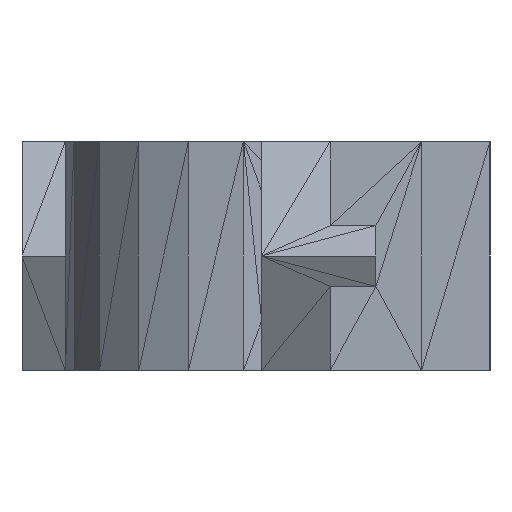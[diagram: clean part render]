
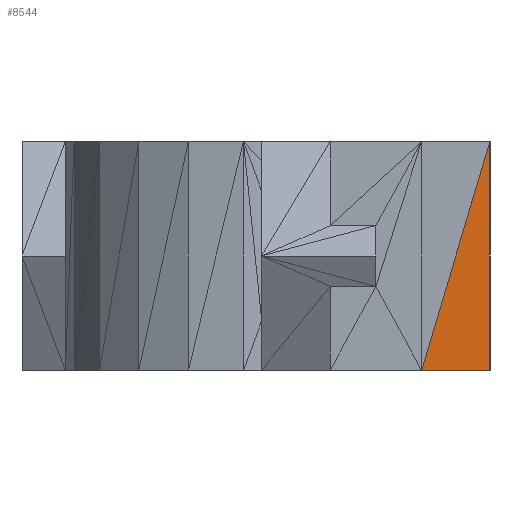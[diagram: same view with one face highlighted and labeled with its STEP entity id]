
A CAD part, left-side view. The second image highlights one B-rep face of the part: STEP entity #8544.
In plain terms, the highlighted planar face has unit normal (-1, 0, 0).
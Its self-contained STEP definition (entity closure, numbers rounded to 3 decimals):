
#3895 = VERTEX_POINT('',#3896);
#3896 = CARTESIAN_POINT('',(-50.,0.,0.));
#6513 = PLANE('',#6514);
#6514 = AXIS2_PLACEMENT_3D('',#6515,#6516,#6517);
#6515 = CARTESIAN_POINT('',(-50.,0.,0.));
#6516 = DIRECTION('',(0.,0.,1.));
#6517 = DIRECTION('',(1.,0.,0.));
#6835 = VERTEX_POINT('',#6836);
#6836 = CARTESIAN_POINT('',(-50.,-3.,0.));
#6861 = EDGE_CURVE('',#6835,#3895,#6862,.T.);
#6862 = SURFACE_CURVE('',#6863,(#6867,#6874),.PCURVE_S1.);
#6863 = LINE('',#6864,#6865);
#6864 = CARTESIAN_POINT('',(-50.,-3.,0.));
#6865 = VECTOR('',#6866,1.);
#6866 = DIRECTION('',(0.,1.,0.));
#6867 = PCURVE('',#6513,#6868);
#6868 = DEFINITIONAL_REPRESENTATION('',(#6869),#6873);
#6869 = LINE('',#6870,#6871);
#6870 = CARTESIAN_POINT('',(0.,-3.));
#6871 = VECTOR('',#6872,1.);
#6872 = DIRECTION('',(0.,1.));
#6873 = ( GEOMETRIC_REPRESENTATION_CONTEXT(2) 
PARAMETRIC_REPRESENTATION_CONTEXT() REPRESENTATION_CONTEXT('2D SPACE',''
  ) );
#6874 = PCURVE('',#6875,#6880);
#6875 = PLANE('',#6876);
#6876 = AXIS2_PLACEMENT_3D('',#6877,#6878,#6879);
#6877 = CARTESIAN_POINT('',(-50.,-3.,0.));
#6878 = DIRECTION('',(1.,0.,0.));
#6879 = DIRECTION('',(0.,0.,1.));
#6880 = DEFINITIONAL_REPRESENTATION('',(#6881),#6884);
#6881 = B_SPLINE_CURVE_WITH_KNOTS('',1,(#6882,#6883),.UNSPECIFIED.,.F.,
  .F.,(2,2),(0.,3.),.PIECEWISE_BEZIER_KNOTS.);
#6882 = CARTESIAN_POINT('',(0.,0.));
#6883 = CARTESIAN_POINT('',(0.,-3.));
#6884 = ( GEOMETRIC_REPRESENTATION_CONTEXT(2) 
PARAMETRIC_REPRESENTATION_CONTEXT() REPRESENTATION_CONTEXT('2D SPACE',''
  ) );
#6971 = VERTEX_POINT('',#6972);
#6972 = CARTESIAN_POINT('',(-50.,-3.,10.));
#7001 = PLANE('',#7002);
#7002 = AXIS2_PLACEMENT_3D('',#7003,#7004,#7005);
#7003 = CARTESIAN_POINT('',(-50.,0.,0.));
#7004 = DIRECTION('',(1.,0.,0.));
#7005 = DIRECTION('',(0.,0.,1.));
#8544 = ADVANCED_FACE('',(#8545),#6875,.F.);
#8545 = FACE_BOUND('',#8546,.T.);
#8546 = EDGE_LOOP('',(#8547,#8572,#8592));
#8547 = ORIENTED_EDGE('',*,*,#8548,.T.);
#8548 = EDGE_CURVE('',#6835,#6971,#8549,.T.);
#8549 = SURFACE_CURVE('',#8550,(#8554,#8561),.PCURVE_S1.);
#8550 = LINE('',#8551,#8552);
#8551 = CARTESIAN_POINT('',(-50.,-3.,0.));
#8552 = VECTOR('',#8553,1.);
#8553 = DIRECTION('',(0.,0.,1.));
#8554 = PCURVE('',#6875,#8555);
#8555 = DEFINITIONAL_REPRESENTATION('',(#8556),#8560);
#8556 = LINE('',#8557,#8558);
#8557 = CARTESIAN_POINT('',(0.,0.));
#8558 = VECTOR('',#8559,1.);
#8559 = DIRECTION('',(1.,0.));
#8560 = ( GEOMETRIC_REPRESENTATION_CONTEXT(2) 
PARAMETRIC_REPRESENTATION_CONTEXT() REPRESENTATION_CONTEXT('2D SPACE',''
  ) );
#8561 = PCURVE('',#8562,#8567);
#8562 = PLANE('',#8563);
#8563 = AXIS2_PLACEMENT_3D('',#8564,#8565,#8566);
#8564 = CARTESIAN_POINT('',(-50.,-3.,10.));
#8565 = DIRECTION('',(0.,1.,0.));
#8566 = DIRECTION('',(0.,0.,1.));
#8567 = DEFINITIONAL_REPRESENTATION('',(#8568),#8571);
#8568 = B_SPLINE_CURVE_WITH_KNOTS('',1,(#8569,#8570),.UNSPECIFIED.,.F.,
  .F.,(2,2),(0.,10.),.PIECEWISE_BEZIER_KNOTS.);
#8569 = CARTESIAN_POINT('',(-10.,0.));
#8570 = CARTESIAN_POINT('',(0.,0.));
#8571 = ( GEOMETRIC_REPRESENTATION_CONTEXT(2) 
PARAMETRIC_REPRESENTATION_CONTEXT() REPRESENTATION_CONTEXT('2D SPACE',''
  ) );
#8572 = ORIENTED_EDGE('',*,*,#8573,.T.);
#8573 = EDGE_CURVE('',#6971,#3895,#8574,.T.);
#8574 = SURFACE_CURVE('',#8575,(#8579,#8586),.PCURVE_S1.);
#8575 = LINE('',#8576,#8577);
#8576 = CARTESIAN_POINT('',(-50.,-3.,10.));
#8577 = VECTOR('',#8578,1.);
#8578 = DIRECTION('',(0.,0.287,-0.958));
#8579 = PCURVE('',#6875,#8580);
#8580 = DEFINITIONAL_REPRESENTATION('',(#8581),#8585);
#8581 = LINE('',#8582,#8583);
#8582 = CARTESIAN_POINT('',(10.,0.));
#8583 = VECTOR('',#8584,1.);
#8584 = DIRECTION('',(-0.958,-0.287));
#8585 = ( GEOMETRIC_REPRESENTATION_CONTEXT(2) 
PARAMETRIC_REPRESENTATION_CONTEXT() REPRESENTATION_CONTEXT('2D SPACE',''
  ) );
#8586 = PCURVE('',#7001,#8587);
#8587 = DEFINITIONAL_REPRESENTATION('',(#8588),#8591);
#8588 = B_SPLINE_CURVE_WITH_KNOTS('',1,(#8589,#8590),.UNSPECIFIED.,.F.,
  .F.,(2,2),(0.,10.44),.PIECEWISE_BEZIER_KNOTS.);
#8589 = CARTESIAN_POINT('',(10.,3.));
#8590 = CARTESIAN_POINT('',(0.,0.));
#8591 = ( GEOMETRIC_REPRESENTATION_CONTEXT(2) 
PARAMETRIC_REPRESENTATION_CONTEXT() REPRESENTATION_CONTEXT('2D SPACE',''
  ) );
#8592 = ORIENTED_EDGE('',*,*,#6861,.F.);
